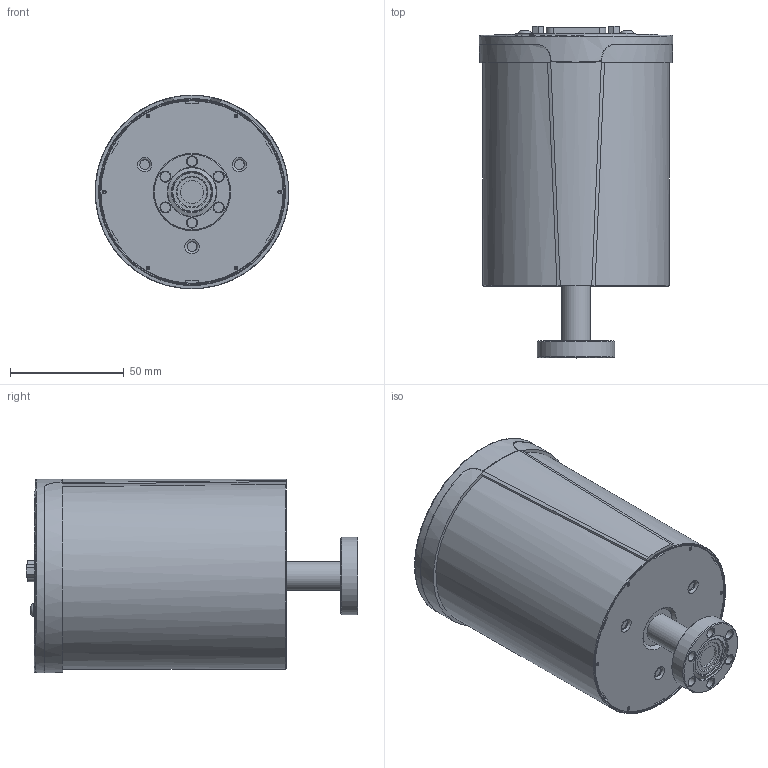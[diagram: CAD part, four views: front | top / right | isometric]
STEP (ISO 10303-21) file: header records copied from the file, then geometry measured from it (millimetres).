
FILE_DESCRIPTION(/* description */ (''),/* implementation_level */ '2;1');
FILE_NAME(/* name */ 'CDG045DHS 0.1 TORR; 16-CF; ETHERCAT.stp',/* time_stamp */ '2017-09-22T10:19:41+02:00',/* author */ ('STUJ'),/* organization */ (''),/* preprocessor_version */ 'ST-DEVELOPER v16.1',/* originating_system */ 'Autodesk Inventor 2016',/* authorisation */ '');
FILE_SCHEMA (('AUTOMOTIVE_DESIGN { 1 0 10303 214 3 1 1 }'));
Length unit declared in the file: millimetre
Products named in the file (1): Bauteil1
Bounding box: 84.98 x 145.75 x 84.98 mm (x, y, z)
Volume: 594838.2 mm3; surface area: 52648.9 mm2
Topology: 1 solids, 32 shells, 1191 faces, 3171 edges, 2026 vertices
Faces by surface type: plane 666, cylinder 407, bspline 33, sphere 32, torus 30, cone 23
Full cylindrical faces by diameter (mm): 1 x20, 1.5 x2, 2 x24, 2.156 x2, 2.8 x2, 2.845 x2, 2.9 x2, 3 x5, 3.2 x4, 3.4 x2, 3.5 x2, 4.3 x9, 5.7 x2, 10.2 x1, 12.7 x1, 18 x1, 18.6 x1, 21.3 x1, 21.4 x1, 34 x1, 75 x1, 84.938 x1, 85 x1
Entity records: 38373 total; most frequent: CARTESIAN_POINT 7734, DIRECTION 6070, ORIENTED_EDGE 5954, EDGE_CURVE 2977, AXIS2_PLACEMENT_3D 2045, LINE 1980, VECTOR 1980, VERTEX_POINT 1977
